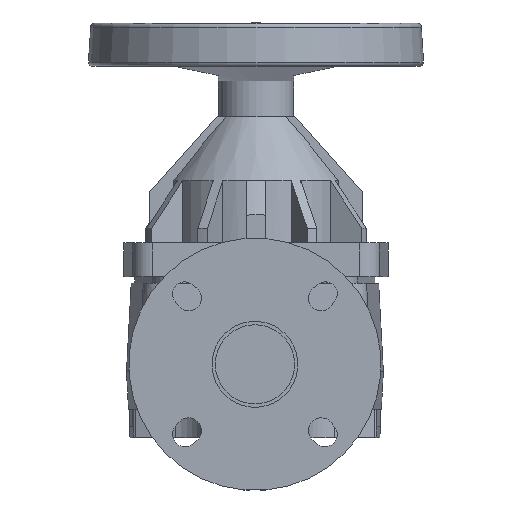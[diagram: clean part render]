
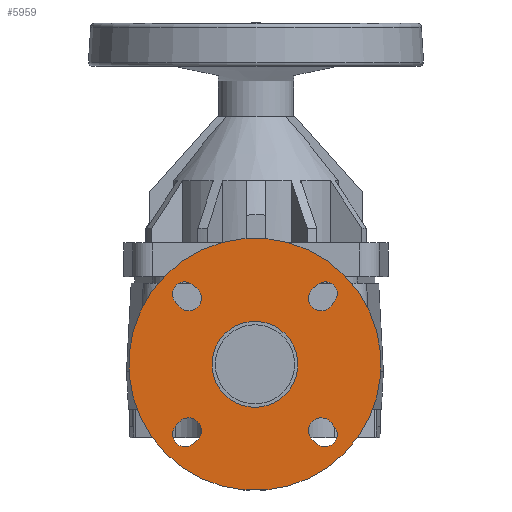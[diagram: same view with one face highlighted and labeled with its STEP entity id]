
A CAD part, left-side view. The second image highlights one B-rep face of the part: STEP entity #5959.
In plain terms, the highlighted face is planar.
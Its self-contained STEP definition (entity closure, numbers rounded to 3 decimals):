
#221=FACE_BOUND($,#1072,.T.);
#222=FACE_BOUND($,#1073,.T.);
#223=FACE_BOUND($,#1074,.T.);
#224=FACE_BOUND($,#1075,.T.);
#225=FACE_BOUND($,#1076,.T.);
#226=FACE_BOUND($,#1077,.T.);
#1072=EDGE_LOOP($,(#5433,#5434,#5435,#5436));
#1073=EDGE_LOOP($,(#5437,#5438,#5439,#5440));
#1074=EDGE_LOOP($,(#5441,#5442,#5443,#5444));
#1075=EDGE_LOOP($,(#5445,#5446,#5447,#5448));
#1076=EDGE_LOOP($,(#5449));
#1077=EDGE_LOOP($,(#5450));
#1336=CIRCLE($,#6565,9.);
#1338=CIRCLE($,#6569,9.5);
#1340=CIRCLE($,#6573,9.);
#1342=CIRCLE($,#6577,9.5);
#1344=CIRCLE($,#6581,9.);
#1346=CIRCLE($,#6585,9.5);
#1348=CIRCLE($,#6589,9.);
#1350=CIRCLE($,#6593,9.5);
#1354=CIRCLE($,#6601,94.);
#1355=CIRCLE($,#6603,32.);
#1808=LINE($,#10772,#2286);
#1812=LINE($,#10782,#2290);
#1816=LINE($,#10796,#2294);
#1820=LINE($,#10806,#2298);
#1824=LINE($,#10820,#2302);
#1828=LINE($,#10830,#2306);
#1832=LINE($,#10844,#2310);
#1836=LINE($,#10854,#2314);
#2286=VECTOR($,#8255,4.22);
#2290=VECTOR($,#8267,4.22);
#2294=VECTOR($,#8279,4.22);
#2298=VECTOR($,#8291,4.22);
#2302=VECTOR($,#8303,4.22);
#2306=VECTOR($,#8315,4.22);
#2310=VECTOR($,#8327,4.22);
#2314=VECTOR($,#8339,4.22);
#2850=VERTEX_POINT($,#10763);
#2851=VERTEX_POINT($,#10765);
#2853=VERTEX_POINT($,#10771);
#2855=VERTEX_POINT($,#10777);
#2858=VERTEX_POINT($,#10787);
#2859=VERTEX_POINT($,#10789);
#2861=VERTEX_POINT($,#10795);
#2863=VERTEX_POINT($,#10801);
#2866=VERTEX_POINT($,#10811);
#2867=VERTEX_POINT($,#10813);
#2869=VERTEX_POINT($,#10819);
#2871=VERTEX_POINT($,#10825);
#2874=VERTEX_POINT($,#10835);
#2875=VERTEX_POINT($,#10837);
#2877=VERTEX_POINT($,#10843);
#2879=VERTEX_POINT($,#10849);
#2883=VERTEX_POINT($,#10864);
#2884=VERTEX_POINT($,#10867);
#3691=EDGE_CURVE($,#2851,#2850,#1336,.T.);
#3694=EDGE_CURVE($,#2853,#2851,#1808,.T.);
#3697=EDGE_CURVE($,#2855,#2853,#1338,.T.);
#3700=EDGE_CURVE($,#2850,#2855,#1812,.T.);
#3703=EDGE_CURVE($,#2859,#2858,#1340,.T.);
#3706=EDGE_CURVE($,#2861,#2859,#1816,.T.);
#3709=EDGE_CURVE($,#2863,#2861,#1342,.T.);
#3712=EDGE_CURVE($,#2858,#2863,#1820,.T.);
#3715=EDGE_CURVE($,#2867,#2866,#1344,.T.);
#3718=EDGE_CURVE($,#2869,#2867,#1824,.T.);
#3721=EDGE_CURVE($,#2871,#2869,#1346,.T.);
#3724=EDGE_CURVE($,#2866,#2871,#1828,.T.);
#3727=EDGE_CURVE($,#2875,#2874,#1348,.T.);
#3730=EDGE_CURVE($,#2877,#2875,#1832,.T.);
#3733=EDGE_CURVE($,#2879,#2877,#1350,.T.);
#3736=EDGE_CURVE($,#2874,#2879,#1836,.T.);
#3740=EDGE_CURVE($,#2883,#2883,#1354,.T.);
#3741=EDGE_CURVE($,#2884,#2884,#1355,.T.);
#5433=ORIENTED_EDGE($,*,*,#3691,.T.);
#5434=ORIENTED_EDGE($,*,*,#3700,.T.);
#5435=ORIENTED_EDGE($,*,*,#3697,.T.);
#5436=ORIENTED_EDGE($,*,*,#3694,.T.);
#5437=ORIENTED_EDGE($,*,*,#3703,.T.);
#5438=ORIENTED_EDGE($,*,*,#3712,.T.);
#5439=ORIENTED_EDGE($,*,*,#3709,.T.);
#5440=ORIENTED_EDGE($,*,*,#3706,.T.);
#5441=ORIENTED_EDGE($,*,*,#3715,.T.);
#5442=ORIENTED_EDGE($,*,*,#3724,.T.);
#5443=ORIENTED_EDGE($,*,*,#3721,.T.);
#5444=ORIENTED_EDGE($,*,*,#3718,.T.);
#5445=ORIENTED_EDGE($,*,*,#3727,.T.);
#5446=ORIENTED_EDGE($,*,*,#3736,.T.);
#5447=ORIENTED_EDGE($,*,*,#3733,.T.);
#5448=ORIENTED_EDGE($,*,*,#3730,.T.);
#5449=ORIENTED_EDGE($,*,*,#3740,.T.);
#5450=ORIENTED_EDGE($,*,*,#3741,.F.);
#5628=PLANE($,#6602);
#5959=ADVANCED_FACE($,(#221,#222,#223,#224,#225,#226),#5628,.T.);
#6565=AXIS2_PLACEMENT_3D($,#10766,#8249,#8250);
#6569=AXIS2_PLACEMENT_3D($,#10778,#8261,#8262);
#6573=AXIS2_PLACEMENT_3D($,#10790,#8273,#8274);
#6577=AXIS2_PLACEMENT_3D($,#10802,#8285,#8286);
#6581=AXIS2_PLACEMENT_3D($,#10814,#8297,#8298);
#6585=AXIS2_PLACEMENT_3D($,#10826,#8309,#8310);
#6589=AXIS2_PLACEMENT_3D($,#10838,#8321,#8322);
#6593=AXIS2_PLACEMENT_3D($,#10850,#8333,#8334);
#6601=AXIS2_PLACEMENT_3D($,#10865,#8352,#8353);
#6602=AXIS2_PLACEMENT_3D($,#10866,#8354,#8355);
#6603=AXIS2_PLACEMENT_3D($,#10868,#8356,#8357);
#8249=DIRECTION('center_axis',(0.,0.,-1.));
#8250=DIRECTION('ref_axis',(-0.118,0.993,0.));
#8255=DIRECTION($,(0.993,-0.118,0.));
#8261=DIRECTION('center_axis',(0.,0.,-1.));
#8262=DIRECTION('ref_axis',(-0.118,-0.993,0.));
#8267=DIRECTION($,(-0.993,-0.118,0.));
#8273=DIRECTION('center_axis',(0.,0.,-1.));
#8274=DIRECTION('ref_axis',(0.993,0.118,0.));
#8279=DIRECTION($,(-0.118,-0.993,0.));
#8285=DIRECTION('center_axis',(0.,0.,-1.));
#8286=DIRECTION('ref_axis',(-0.993,0.118,0.));
#8291=DIRECTION($,(-0.118,0.993,0.));
#8297=DIRECTION('center_axis',(0.,0.,-1.));
#8298=DIRECTION('ref_axis',(0.118,-0.993,0.));
#8303=DIRECTION($,(-0.993,0.118,0.));
#8309=DIRECTION('center_axis',(0.,0.,-1.));
#8310=DIRECTION('ref_axis',(0.118,0.993,0.));
#8315=DIRECTION($,(0.993,0.118,0.));
#8321=DIRECTION('center_axis',(0.,0.,-1.));
#8322=DIRECTION('ref_axis',(-0.993,-0.118,0.));
#8327=DIRECTION($,(0.118,0.993,0.));
#8333=DIRECTION('center_axis',(0.,0.,-1.));
#8334=DIRECTION('ref_axis',(0.993,-0.118,0.));
#8339=DIRECTION($,(0.118,-0.993,0.));
#8352=DIRECTION('center_axis',(0.,0.,1.));
#8353=DIRECTION('ref_axis',(1.,0.,0.));
#8354=DIRECTION('center_axis',(0.,0.,1.));
#8355=DIRECTION('ref_axis',(1.,0.,0.));
#8356=DIRECTION('center_axis',(0.,0.,1.));
#8357=DIRECTION('ref_axis',(1.,0.,0.));
#10763=CARTESIAN_POINT('',(75.159,-8.937,48.7));
#10765=CARTESIAN_POINT('',(75.159,8.937,48.7));
#10766=CARTESIAN_POINT('Origin',(74.1,0.,48.7));
#10771=CARTESIAN_POINT('',(70.968,9.434,48.7));
#10772=CARTESIAN_POINT($,(38.395,13.293,48.7));
#10777=CARTESIAN_POINT('',(70.968,-9.434,48.7));
#10778=CARTESIAN_POINT('Origin',(69.85,0.,48.7));
#10782=CARTESIAN_POINT($,(36.752,-13.488,48.7));
#10787=CARTESIAN_POINT('',(-8.937,-75.159,48.7));
#10789=CARTESIAN_POINT('',(8.937,-75.159,48.7));
#10790=CARTESIAN_POINT('Origin',(0.,-74.1,48.7));
#10795=CARTESIAN_POINT('',(9.434,-70.968,48.7));
#10796=CARTESIAN_POINT($,(11.645,-52.305,48.7));
#10801=CARTESIAN_POINT('',(-9.434,-70.968,48.7));
#10802=CARTESIAN_POINT('Origin',(0.,-69.85,48.7));
#10806=CARTESIAN_POINT($,(-11.397,-54.4,48.7));
#10811=CARTESIAN_POINT('',(-75.159,8.937,48.7));
#10813=CARTESIAN_POINT('',(-75.159,-8.937,48.7));
#10814=CARTESIAN_POINT('Origin',(-74.1,0.,48.7));
#10819=CARTESIAN_POINT('',(-70.968,-9.434,48.7));
#10820=CARTESIAN_POINT($,(-34.657,-13.736,48.7));
#10825=CARTESIAN_POINT('',(-70.968,9.434,48.7));
#10826=CARTESIAN_POINT('Origin',(-69.85,0.,48.7));
#10830=CARTESIAN_POINT($,(-40.491,13.045,48.7));
#10835=CARTESIAN_POINT('',(8.937,75.159,48.7));
#10837=CARTESIAN_POINT('',(-8.937,75.159,48.7));
#10838=CARTESIAN_POINT('Origin',(0.,74.1,48.7));
#10843=CARTESIAN_POINT('',(-9.434,70.968,48.7));
#10844=CARTESIAN_POINT($,(-15.384,20.747,48.7));
#10849=CARTESIAN_POINT('',(9.434,70.968,48.7));
#10850=CARTESIAN_POINT('Origin',(0.,69.85,48.7));
#10854=CARTESIAN_POINT($,(15.135,22.843,48.7));
#10864=CARTESIAN_POINT('',(0.,-94.,48.7));
#10865=CARTESIAN_POINT('Origin',(0.,0.,48.7));
#10866=CARTESIAN_POINT('Origin',(0.,-32.,48.7));
#10867=CARTESIAN_POINT('',(0.,-32.,48.7));
#10868=CARTESIAN_POINT('Origin',(0.,0.,48.7));
